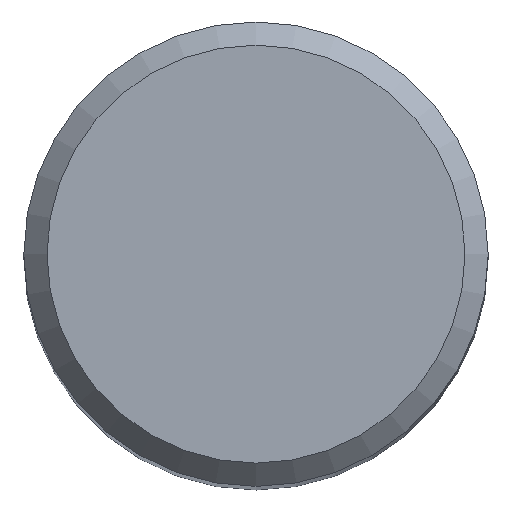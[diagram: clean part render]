
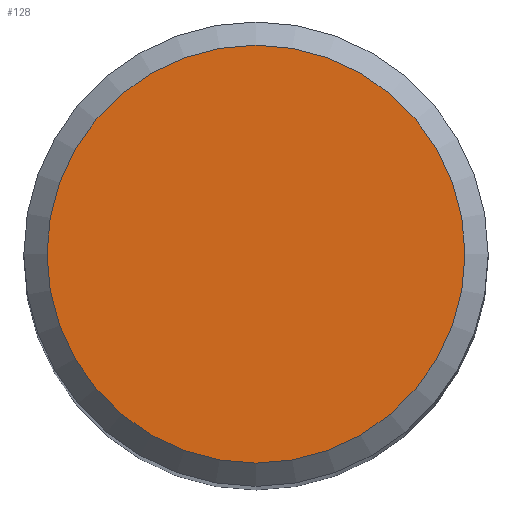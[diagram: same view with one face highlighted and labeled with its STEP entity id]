
A CAD part, top view. The second image highlights one B-rep face of the part: STEP entity #128.
In plain terms, the highlighted free-form (B-spline) face has degree [1, 1] with [2, 2] control points.
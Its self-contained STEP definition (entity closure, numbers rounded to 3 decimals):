
#94 = VERTEX_POINT('', #95);
#95 = CARTESIAN_POINT('', (-3.6, 0., 0.));
#101 = EDGE_CURVE('', #94, #94, #102, .T.);
#102 = CIRCLE('', #103, 3.6);
#103 = AXIS2_PLACEMENT_3D('', #104, #105, #106);
#104 = CARTESIAN_POINT('', (0., 0., 0.));
#105 = DIRECTION('', (0., 0., -1.));
#106 = DIRECTION('', (-1., 0., 0.));
#128 = ADVANCED_FACE('', (#129), #132, .T.);
#129 = FACE_OUTER_BOUND('', #130, .T.);
#130 = EDGE_LOOP('', (#131));
#131 = ORIENTED_EDGE('', *, *, #101, .F.);
#132 = B_SPLINE_SURFACE_WITH_KNOTS('', 1, 1, ((#133, #134), (#135, #136)), .UNSPECIFIED., .F., .F., .U., (2, 2), (2, 2), (0.045, 0.955), (0.045, 0.955), .UNSPECIFIED.);
#133 = CARTESIAN_POINT('', (3.6, -3.6, 0.));
#134 = CARTESIAN_POINT('', (-3.6, -3.6, 0.));
#135 = CARTESIAN_POINT('', (3.6, 3.6, 0.));
#136 = CARTESIAN_POINT('', (-3.6, 3.6, 0.));
